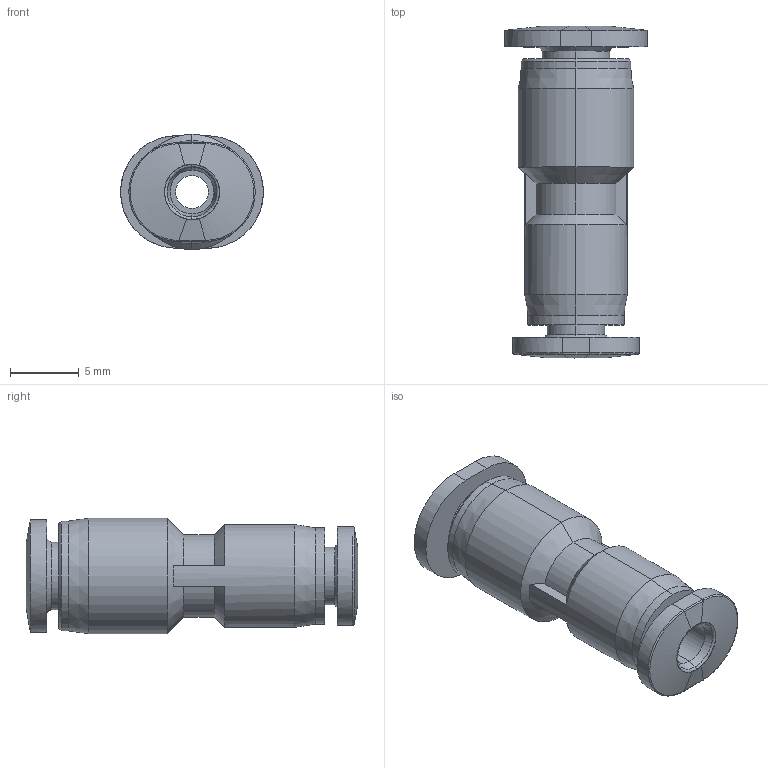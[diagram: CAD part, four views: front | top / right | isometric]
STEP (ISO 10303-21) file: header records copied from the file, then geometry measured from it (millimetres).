
FILE_DESCRIPTION (( 'STEP AP203' ), '1' );
FILE_NAME ('UR532-18.step', '2016-02-15T20:02:25', ( '' ), ( '' ), 'SwSTEP 2.0', 'SolidWorks 2015', '' );
FILE_SCHEMA (( 'CONFIG_CONTROL_DESIGN' ));
Length unit declared in the file: inch
Products named in the file (1): UR532-18
Bounding box: 10.4 x 24.17 x 8.4 mm (x, y, z)
Volume: 833.7 mm3; surface area: 1115.1 mm2
Topology: 1 solids, 1 shells, 78 faces, 174 edges, 104 vertices
Faces by surface type: cylinder 25, bspline 20, cone 17, plane 16
Entity records: 3796 total; most frequent: CARTESIAN_POINT 2084, ORIENTED_EDGE 348, DIRECTION 316, EDGE_CURVE 174, AXIS2_PLACEMENT_3D 123, VERTEX_POINT 104, EDGE_LOOP 86, ADVANCED_FACE 78
